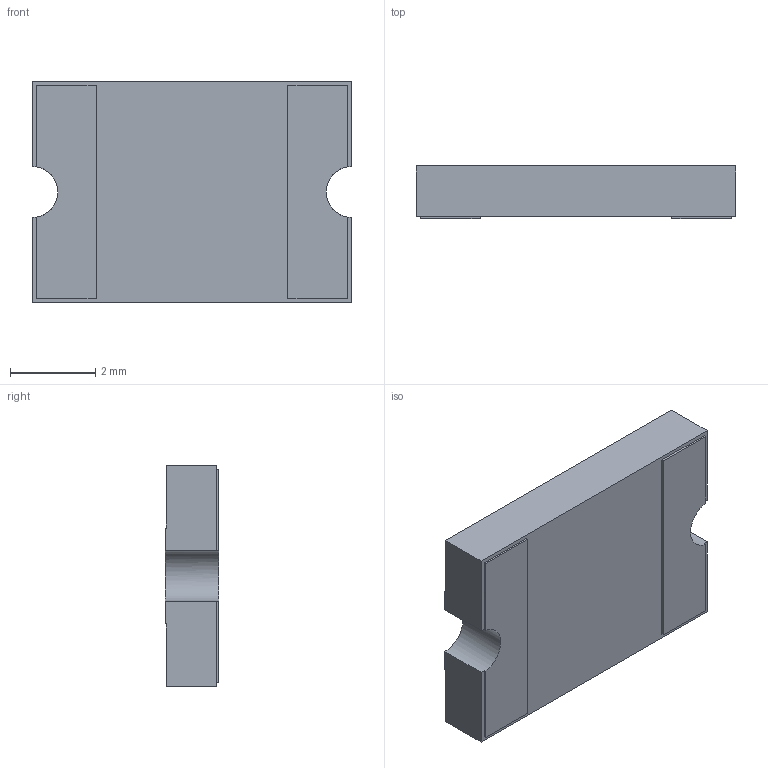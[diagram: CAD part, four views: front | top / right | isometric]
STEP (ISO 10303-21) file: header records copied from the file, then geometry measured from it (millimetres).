
FILE_DESCRIPTION (( 'STEP AP214' ), '1' );
FILE_NAME ('MF-LSMF-T=1.25mm.STEP', '2025-11-17T00:56:29', ( '' ), ( '' ), 'SwSTEP 2.0', 'SolidWorks 2025', '' );
FILE_SCHEMA (( 'AUTOMOTIVE_DESIGN' ));
Length unit declared in the file: millimetre
Products named in the file (1): MF-LSMF-T=1.25mm
Bounding box: 7.5 x 1.25 x 5.2 mm (x, y, z)
Volume: 45.4 mm3; surface area: 108.9 mm2
Topology: 1 solids, 1 shells, 26 faces, 72 edges, 48 vertices
Faces by surface type: plane 22, cylinder 4
Entity records: 851 total; most frequent: CARTESIAN_POINT 147, ORIENTED_EDGE 144, DIRECTION 138, EDGE_CURVE 72, LINE 60, VECTOR 60, VERTEX_POINT 48, AXIS2_PLACEMENT_3D 39
